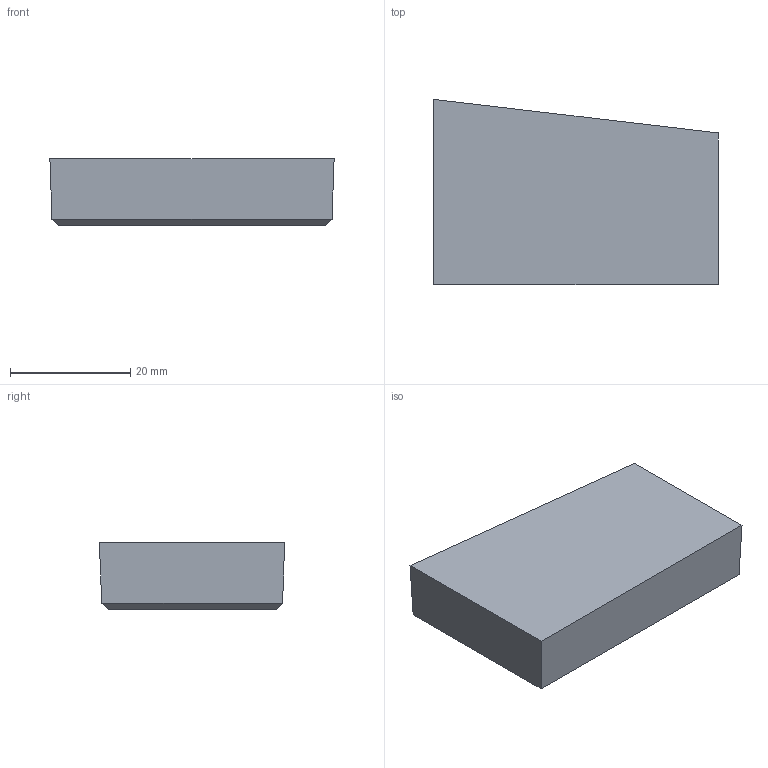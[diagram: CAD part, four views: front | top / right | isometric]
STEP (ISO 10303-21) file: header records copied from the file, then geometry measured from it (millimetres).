
FILE_DESCRIPTION(('FreeCAD Model'),'2;1');
FILE_NAME('Open CASCADE Shape Model','2024-01-27T16:27:40',(''),(''), 'Open CASCADE STEP processor 7.7','FreeCAD','Unknown');
FILE_SCHEMA(('AUTOMOTIVE_DESIGN { 1 0 10303 214 1 1 1 1 }'));
Length unit declared in the file: millimetre
Products named in the file (1): Body
Bounding box: 47.27 x 30.82 x 11 mm (x, y, z)
Volume: 14180.3 mm3; surface area: 4151 mm2
Topology: 1 solids, 1 shells, 10 faces, 20 edges, 12 vertices
Faces by surface type: plane 10
Entity records: 524 total; most frequent: CARTESIAN_POINT 95, DIRECTION 70, LINE 48, VECTOR 48, ORIENTED_EDGE 40, PCURVE 40, DEFINITIONAL_REPRESENTATION 40, EDGE_CURVE 20
